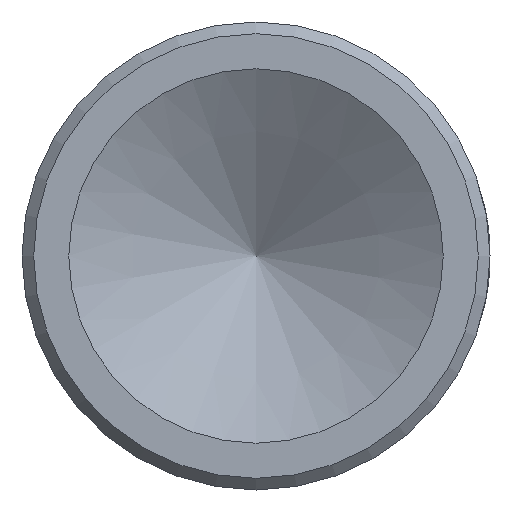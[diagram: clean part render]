
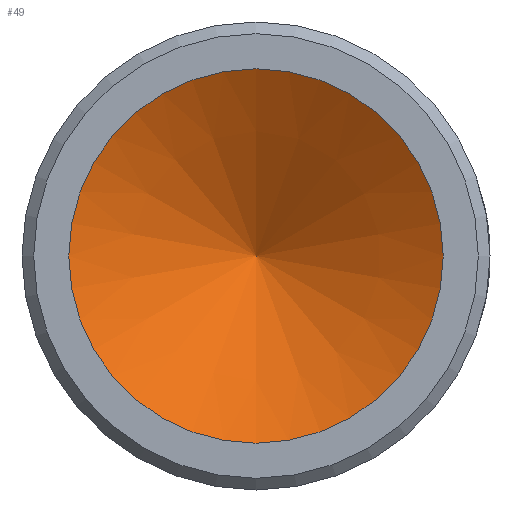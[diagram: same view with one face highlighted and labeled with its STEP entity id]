
A CAD part, front view. The second image highlights one B-rep face of the part: STEP entity #49.
In plain terms, the highlighted conical face has half-angle 59 degrees and reference radius 8 mm.
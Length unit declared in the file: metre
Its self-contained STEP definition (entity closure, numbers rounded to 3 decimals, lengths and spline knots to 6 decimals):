
#49 = ADVANCED_FACE( '', ( #95, #96 ), #97, .F. );
#95 = FACE_OUTER_BOUND( '', #147, .T. );
#96 = FACE_BOUND( '', #148, .T. );
#97 = CONICAL_SURFACE( '', #149, 0.008, 1.03 );
#147 = EDGE_LOOP( '', ( #202 ) );
#148 = VERTEX_LOOP( '', #203 );
#149 = AXIS2_PLACEMENT_3D( '', #204, #205, #206 );
#202 = ORIENTED_EDGE( '', *, *, #261, .F. );
#203 = VERTEX_POINT( '', #262 );
#204 = CARTESIAN_POINT( '', ( 0., -0.072, 0. ) );
#205 = DIRECTION( '', ( 0., -1., 0. ) );
#206 = DIRECTION( '', ( 0., 0., 1. ) );
#261 = EDGE_CURVE( '', #294, #294, #295, .T. );
#262 = CARTESIAN_POINT( '', ( 0., -0.067193, 0. ) );
#294 = VERTEX_POINT( '', #334 );
#295 = CIRCLE( '', #335, 0.008 );
#334 = CARTESIAN_POINT( '', ( 0., -0.072, 0.008 ) );
#335 = AXIS2_PLACEMENT_3D( '', #478, #479, #480 );
#478 = CARTESIAN_POINT( '', ( 0., -0.072, 0. ) );
#479 = DIRECTION( '', ( 0., 1., 0. ) );
#480 = DIRECTION( '', ( 0., 0., 1. ) );
